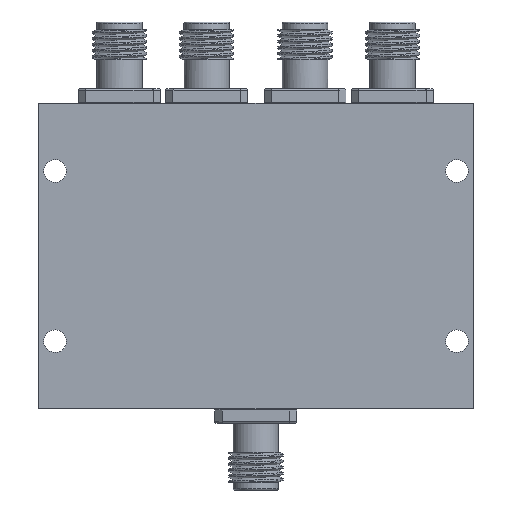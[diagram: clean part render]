
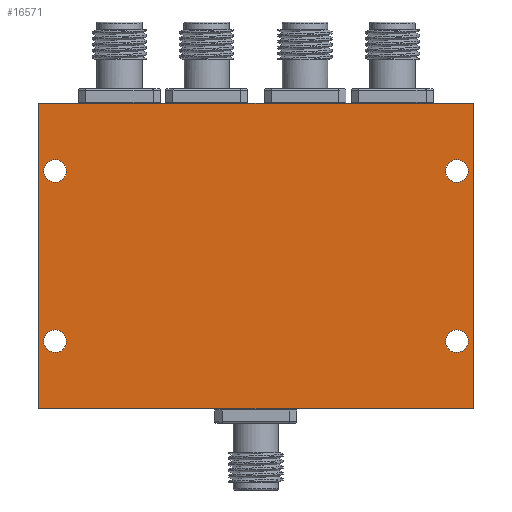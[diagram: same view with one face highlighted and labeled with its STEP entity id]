
A CAD part, front view. The second image highlights one B-rep face of the part: STEP entity #16571.
In plain terms, the highlighted planar face has unit normal (0, -1, 0).
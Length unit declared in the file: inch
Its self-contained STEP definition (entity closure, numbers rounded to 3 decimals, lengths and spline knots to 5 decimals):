
#405 = CIRCLE ( 'NONE', #10246, 0.052 ) ;
#1325 = EDGE_CURVE ( 'NONE', #2816, #5317, #1326, .T. ) ;
#1326 = LINE ( 'NONE', #13075, #34175 ) ;
#1425 = CARTESIAN_POINT ( 'NONE',  ( 34.8192, 40.81324, 41.98756 ) ) ;
#1555 = CIRCLE ( 'NONE', #4599, 0.052 ) ;
#2809 = LINE ( 'NONE', #34868, #14154 ) ;
#2816 = VERTEX_POINT ( 'NONE', #25549 ) ;
#2933 = EDGE_CURVE ( 'NONE', #25520, #25520, #7134, .T. ) ;
#3696 = AXIS2_PLACEMENT_3D ( 'NONE', #35428, #6256, #5887 ) ;
#4230 = CARTESIAN_POINT ( 'NONE',  ( 34.8947, 40.81324, 41.72856 ) ) ;
#4531 = ORIENTED_EDGE ( 'NONE', *, *, #1325, .F. ) ;
#4599 = AXIS2_PLACEMENT_3D ( 'NONE', #37985, #11652, #17287 ) ;
#4935 = CARTESIAN_POINT ( 'NONE',  ( 34.8192, 40.81324, 41.98756 ) ) ;
#5317 = VERTEX_POINT ( 'NONE', #18602 ) ;
#5887 = DIRECTION ( 'NONE',  ( 0., 0., 1. ) ) ;
#6256 = DIRECTION ( 'NONE',  ( 0., 1., 0. ) ) ;
#7134 = CIRCLE ( 'NONE', #14488, 0.052 ) ;
#7192 = CARTESIAN_POINT ( 'NONE',  ( 36.7357, 40.81324, 40.89656 ) ) ;
#7213 = CARTESIAN_POINT ( 'NONE',  ( 34.8192, 40.81324, 40.58656 ) ) ;
#7474 = VERTEX_POINT ( 'NONE', #4935 ) ;
#8197 = ORIENTED_EDGE ( 'NONE', *, *, #20783, .T. ) ;
#8991 = DIRECTION ( 'NONE',  ( 0., 0., 1. ) ) ;
#10246 = AXIS2_PLACEMENT_3D ( 'NONE', #33302, #18238, #8991 ) ;
#10439 = DIRECTION ( 'NONE',  ( 0., 0., 1. ) ) ;
#10681 = ORIENTED_EDGE ( 'NONE', *, *, #36178, .F. ) ;
#11101 = CIRCLE ( 'NONE', #3696, 0.052 ) ;
#11527 = EDGE_LOOP ( 'NONE', ( #20356 ) ) ;
#11652 = DIRECTION ( 'NONE',  ( 0., 1., 0. ) ) ;
#12864 = FACE_BOUND ( 'NONE', #35168, .T. ) ;
#13075 = CARTESIAN_POINT ( 'NONE',  ( 36.8112, 40.81324, 41.98756 ) ) ;
#13163 = DIRECTION ( 'NONE',  ( 0., 1., 0. ) ) ;
#13483 = VERTEX_POINT ( 'NONE', #22522 ) ;
#14154 = VECTOR ( 'NONE', #31976, 39.37008 ) ;
#14488 = AXIS2_PLACEMENT_3D ( 'NONE', #7192, #13163, #10439 ) ;
#14544 = EDGE_CURVE ( 'NONE', #5317, #26627, #2809, .T. ) ;
#14709 = EDGE_CURVE ( 'NONE', #18302, #18302, #11101, .T. ) ;
#16133 = FACE_BOUND ( 'NONE', #34855, .T. ) ;
#16571 = ADVANCED_FACE ( 'NONE', ( #12864, #31393, #16133, #31227, #34093 ), #36835, .T. ) ;
#17287 = DIRECTION ( 'NONE',  ( 0., 0., 1. ) ) ;
#18238 = DIRECTION ( 'NONE',  ( 0., 1., 0. ) ) ;
#18253 = EDGE_LOOP ( 'NONE', ( #28589 ) ) ;
#18302 = VERTEX_POINT ( 'NONE', #4230 ) ;
#18333 = ORIENTED_EDGE ( 'NONE', *, *, #37421, .F. ) ;
#18602 = CARTESIAN_POINT ( 'NONE',  ( 36.8112, 40.81324, 40.58656 ) ) ;
#19152 = EDGE_CURVE ( 'NONE', #30879, #30879, #1555, .T. ) ;
#19214 = DIRECTION ( 'NONE',  ( 0., 0., -1. ) ) ;
#20356 = ORIENTED_EDGE ( 'NONE', *, *, #14709, .T. ) ;
#20783 = EDGE_CURVE ( 'NONE', #13483, #13483, #405, .T. ) ;
#22522 = CARTESIAN_POINT ( 'NONE',  ( 34.8947, 40.81324, 40.94856 ) ) ;
#22900 = ORIENTED_EDGE ( 'NONE', *, *, #2933, .T. ) ;
#23235 = CARTESIAN_POINT ( 'NONE',  ( 34.8192, 40.81324, 41.98756 ) ) ;
#24195 = VECTOR ( 'NONE', #33826, 39.37008 ) ;
#24233 = ORIENTED_EDGE ( 'NONE', *, *, #14544, .F. ) ;
#25123 = DIRECTION ( 'NONE',  ( 1., 0., 0. ) ) ;
#25321 = CARTESIAN_POINT ( 'NONE',  ( 36.7357, 40.81324, 40.94856 ) ) ;
#25520 = VERTEX_POINT ( 'NONE', #25321 ) ;
#25549 = CARTESIAN_POINT ( 'NONE',  ( 36.8112, 40.81324, 41.98756 ) ) ;
#25614 = DIRECTION ( 'NONE',  ( 0., 0., -1. ) ) ;
#26627 = VERTEX_POINT ( 'NONE', #7213 ) ;
#27894 = LINE ( 'NONE', #1425, #24195 ) ;
#28588 = CARTESIAN_POINT ( 'NONE',  ( 36.7357, 40.81324, 41.72856 ) ) ;
#28589 = ORIENTED_EDGE ( 'NONE', *, *, #19152, .T. ) ;
#28820 = LINE ( 'NONE', #36743, #34812 ) ;
#30879 = VERTEX_POINT ( 'NONE', #28588 ) ;
#31227 = FACE_BOUND ( 'NONE', #18253, .T. ) ;
#31393 = FACE_BOUND ( 'NONE', #11527, .T. ) ;
#31969 = DIRECTION ( 'NONE',  ( 0., -1., 0. ) ) ;
#31976 = DIRECTION ( 'NONE',  ( -1., 0., 0. ) ) ;
#32096 = EDGE_LOOP ( 'NONE', ( #10681, #24233, #4531, #18333 ) ) ;
#33302 = CARTESIAN_POINT ( 'NONE',  ( 34.8947, 40.81324, 40.89656 ) ) ;
#33826 = DIRECTION ( 'NONE',  ( 0., 0., 1. ) ) ;
#34093 = FACE_OUTER_BOUND ( 'NONE', #32096, .T. ) ;
#34175 = VECTOR ( 'NONE', #19214, 39.37008 ) ;
#34812 = VECTOR ( 'NONE', #25123, 39.37008 ) ;
#34855 = EDGE_LOOP ( 'NONE', ( #22900 ) ) ;
#34868 = CARTESIAN_POINT ( 'NONE',  ( 34.8192, 40.81324, 40.58656 ) ) ;
#35168 = EDGE_LOOP ( 'NONE', ( #8197 ) ) ;
#35340 = AXIS2_PLACEMENT_3D ( 'NONE', #23235, #31969, #25614 ) ;
#35428 = CARTESIAN_POINT ( 'NONE',  ( 34.8947, 40.81324, 41.67656 ) ) ;
#36178 = EDGE_CURVE ( 'NONE', #26627, #7474, #27894, .T. ) ;
#36743 = CARTESIAN_POINT ( 'NONE',  ( 34.8192, 40.81324, 41.98756 ) ) ;
#36835 = PLANE ( 'NONE',  #35340 ) ;
#37421 = EDGE_CURVE ( 'NONE', #7474, #2816, #28820, .T. ) ;
#37985 = CARTESIAN_POINT ( 'NONE',  ( 36.7357, 40.81324, 41.67656 ) ) ;
